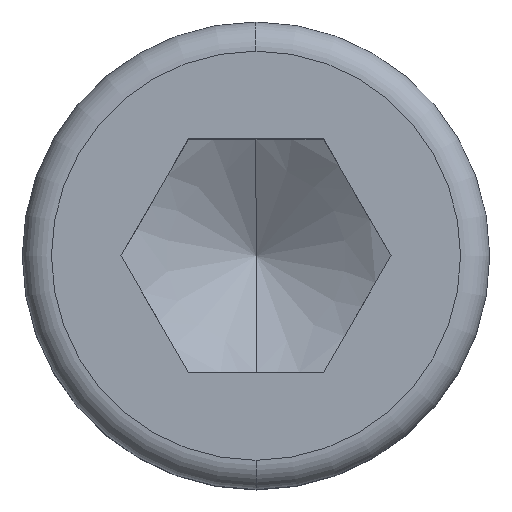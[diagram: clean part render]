
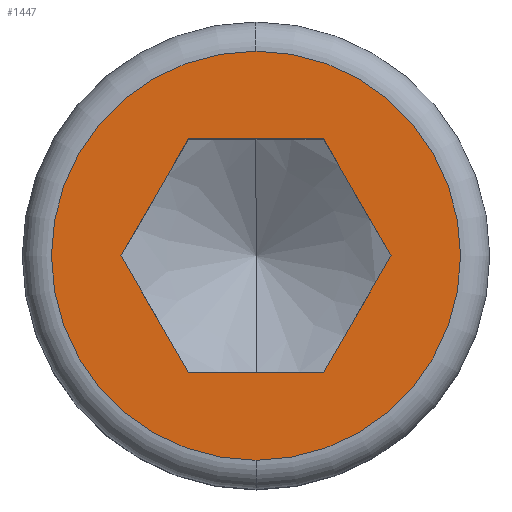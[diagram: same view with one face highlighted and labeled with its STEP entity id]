
A CAD part, top view. The second image highlights one B-rep face of the part: STEP entity #1447.
In plain terms, the highlighted planar face has unit normal (0, 0, 1).
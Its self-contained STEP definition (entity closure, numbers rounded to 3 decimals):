
#763=EDGE_CURVE('',#1333,#1493,#2081,.T.);
#973=VERTEX_POINT('',#2315);
#1035=VERTEX_POINT('',#2383);
#1097=EDGE_CURVE('',#973,#1777,#2453,.T.);
#1327=VERTEX_POINT('',#2719);
#1333=VERTEX_POINT('',#2727);
#1447=ADVANCED_FACE('',(#2856,#2857),#2858,.T.);
#1493=VERTEX_POINT('',#2910);
#1601=EDGE_CURVE('',#1863,#1327,#3031,.T.);
#1777=VERTEX_POINT('',#3238);
#1819=EDGE_CURVE('',#1493,#1333,#3282,.T.);
#1849=EDGE_CURVE('',#1035,#1925,#3316,.T.);
#1863=VERTEX_POINT('',#3331);
#1919=EDGE_CURVE('',#1925,#973,#3397,.T.);
#1925=VERTEX_POINT('',#3404);
#1947=EDGE_CURVE('',#1777,#1863,#3429,.T.);
#1949=EDGE_CURVE('',#1327,#1035,#3431,.T.);
#2081=CIRCLE('',#3600,7.0);
#2315=CARTESIAN_POINT('',(2.31,4.001,10.));
#2383=CARTESIAN_POINT('',(-4.62,0.,10.));
#2453=LINE('',#4152,#4153);
#2719=CARTESIAN_POINT('',(-2.31,-4.001,10.));
#2727=CARTESIAN_POINT('',(0.,7.,10.));
#2856=FACE_BOUND('',#4717,.T.);
#2857=FACE_OUTER_BOUND('',#4718,.T.);
#2858=PLANE('',#4719);
#2910=CARTESIAN_POINT('',(0.,-7.,10.));
#3031=LINE('',#4962,#4963);
#3238=CARTESIAN_POINT('',(4.62,0.,10.));
#3282=CIRCLE('',#5302,7.0);
#3316=LINE('',#5348,#5349);
#3331=CARTESIAN_POINT('',(2.31,-4.001,10.));
#3397=LINE('',#5470,#5471);
#3404=CARTESIAN_POINT('',(-2.31,4.001,10.));
#3429=LINE('',#5512,#5513);
#3431=LINE('',#5516,#5517);
#3600=AXIS2_PLACEMENT_3D('',#5656,#5657,#5658);
#4152=CARTESIAN_POINT('',(4.043,1.,10.));
#4153=VECTOR('',#6051,1.0);
#4717=EDGE_LOOP('',(#6614,#6615,#6616,#6617,#6618,#6619));
#4718=EDGE_LOOP('',(#6620,#6621));
#4719=AXIS2_PLACEMENT_3D('',#6622,#6623,#6624);
#4962=CARTESIAN_POINT('',(-1.155,-4.001,10.));
#4963=VECTOR('',#6810,1.0);
#5302=AXIS2_PLACEMENT_3D('',#7141,#7142,#7143);
#5348=CARTESIAN_POINT('',(-2.888,3.001,10.));
#5349=VECTOR('',#7191,1.0);
#5470=CARTESIAN_POINT('',(1.155,4.001,10.));
#5471=VECTOR('',#7287,1.0);
#5512=CARTESIAN_POINT('',(2.888,-3.001,10.));
#5513=VECTOR('',#7327,1.0);
#5516=CARTESIAN_POINT('',(-4.043,-1.,10.));
#5517=VECTOR('',#7328,1.0);
#5656=CARTESIAN_POINT('',(0.,0.,10.));
#5657=DIRECTION('',(0.0,0.0,1.0));
#5658=DIRECTION('',(-1.0,0.0,0.0));
#6051=DIRECTION('',(0.5,-0.866,0.0));
#6614=ORIENTED_EDGE('',*,*,#1949,.T.);
#6615=ORIENTED_EDGE('',*,*,#1849,.T.);
#6616=ORIENTED_EDGE('',*,*,#1919,.T.);
#6617=ORIENTED_EDGE('',*,*,#1097,.T.);
#6618=ORIENTED_EDGE('',*,*,#1947,.T.);
#6619=ORIENTED_EDGE('',*,*,#1601,.T.);
#6620=ORIENTED_EDGE('',*,*,#1819,.T.);
#6621=ORIENTED_EDGE('',*,*,#763,.T.);
#6622=CARTESIAN_POINT('',(0.,-6.31,10.));
#6623=DIRECTION('',(0.0,0.0,1.0));
#6624=DIRECTION('',(0.,-1.0,0.0));
#6810=DIRECTION('',(-1.0,0.0,0.0));
#7141=CARTESIAN_POINT('',(0.,0.,10.));
#7142=DIRECTION('',(0.0,0.0,1.0));
#7143=DIRECTION('',(-1.0,0.0,0.0));
#7191=DIRECTION('',(0.5,0.866,0.0));
#7287=DIRECTION('',(1.0,0.0,0.0));
#7327=DIRECTION('',(-0.5,-0.866,0.0));
#7328=DIRECTION('',(-0.5,0.866,0.0));
